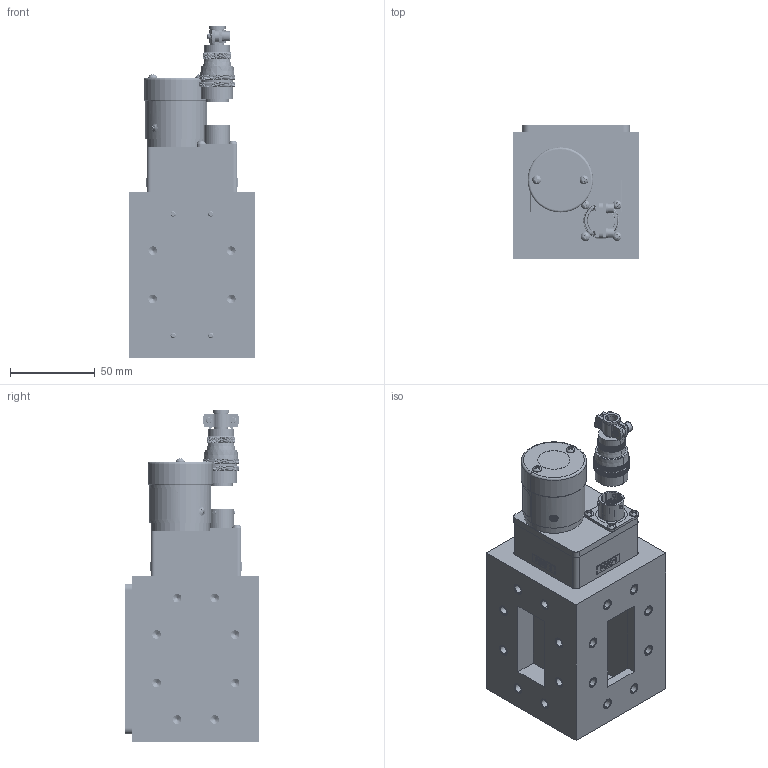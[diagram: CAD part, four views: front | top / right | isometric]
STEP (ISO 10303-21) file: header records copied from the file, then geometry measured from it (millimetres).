
FILE_DESCRIPTION (( 'STEP AP214' ), '1' );
FILE_NAME ('PEWGS6029 ¦ FMWGS6029.step', '2021-04-23T16:13:12', ( '' ), ( '' ), 'SwSTEP 2.0', 'SolidWorks 2020', '' );
FILE_SCHEMA (( 'AUTOMOTIVE_DESIGN' ));
Length unit declared in the file: inch
Products named in the file (1): PEWGS6029 ｦ FMWGS6029
Bounding box: 74.93 x 79.5 x 196.25 mm (x, y, z)
Volume: 447617.9 mm3; surface area: 100209.5 mm2
Topology: 11 solids, 16 shells, 8475 faces, 19434 edges, 11106 vertices
Faces by surface type: bspline 5501, cylinder 1875, plane 727, cone 322, torus 34, sphere 16
Entity records: 302943 total; most frequent: CARTESIAN_POINT 172463, ORIENTED_EDGE 38700, EDGE_CURVE 19350, DIRECTION 11820, VERTEX_POINT 11106, EDGE_LOOP 8694, FACE_OUTER_BOUND 8475, ADVANCED_FACE 8475
